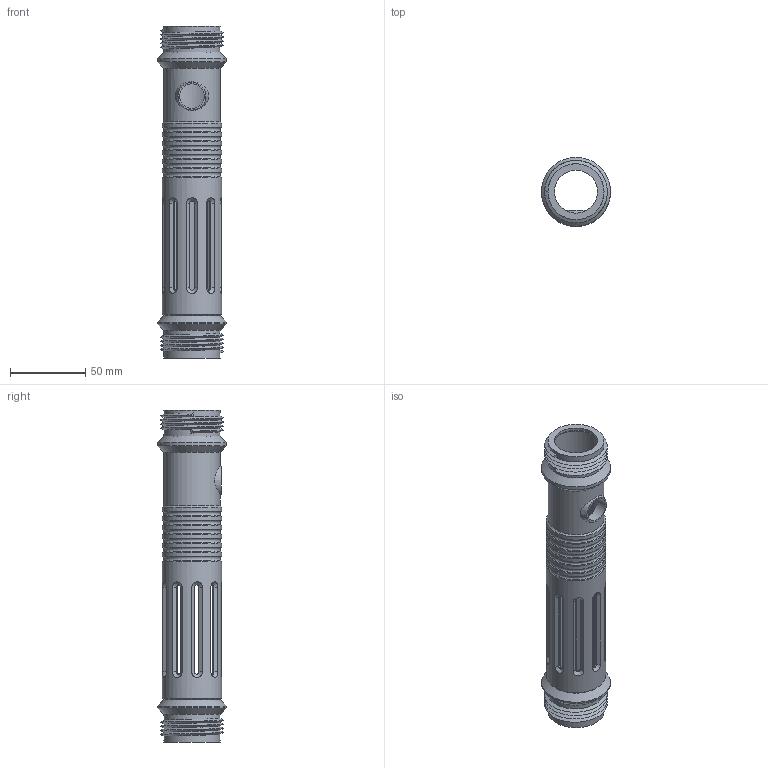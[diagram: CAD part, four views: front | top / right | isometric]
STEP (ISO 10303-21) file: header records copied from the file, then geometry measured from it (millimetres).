
FILE_DESCRIPTION(/* description */ (''),/* implementation_level */ '2;1');
FILE_NAME(/* name */ 'hilt_step.step',/* time_stamp */ '2024-05-10T19:17:51+03:00',/* author */ (''),/* organization */ (''),/* preprocessor_version */ 'ST-DEVELOPER v20',/* originating_system */ 'Autodesk Translation Framework v12.20.1.177',/* authorisation */ '');
FILE_SCHEMA (('AUTOMOTIVE_DESIGN { 1 0 10303 214 3 1 1 }'));
Length unit declared in the file: millimetre
Products named in the file (4): Lightsaber RP2040 PropMaker x1.08; Hilt Assembly; Eletronics; Hilt-1.08
Assembly tree (3 placements, depth 3):
  Lightsaber RP2040 PropMaker x1.08
    Hilt Assembly
      Eletronics
      Hilt-1.08
Bounding box: 45.79 x 45.79 x 220.2 mm (x, y, z)
Volume: 68171.2 mm3; surface area: 54018.6 mm2
Topology: 1 solids, 1 shells, 149 faces, 383 edges, 237 vertices
Faces by surface type: plane 50, cylinder 46, bspline 22, cone 21, torus 10
Full cylindrical faces by diameter (mm): 16.312 x1, 28.512 x1, 32.832 x1, 37.152 x10, 39.312 x7, 45.792 x2
Entity records: 8665 total; most frequent: CARTESIAN_POINT 5131, ORIENTED_EDGE 766, DIRECTION 636, EDGE_CURVE 383, VERTEX_POINT 237, AXIS2_PLACEMENT_3D 218, LINE 200, VECTOR 200
